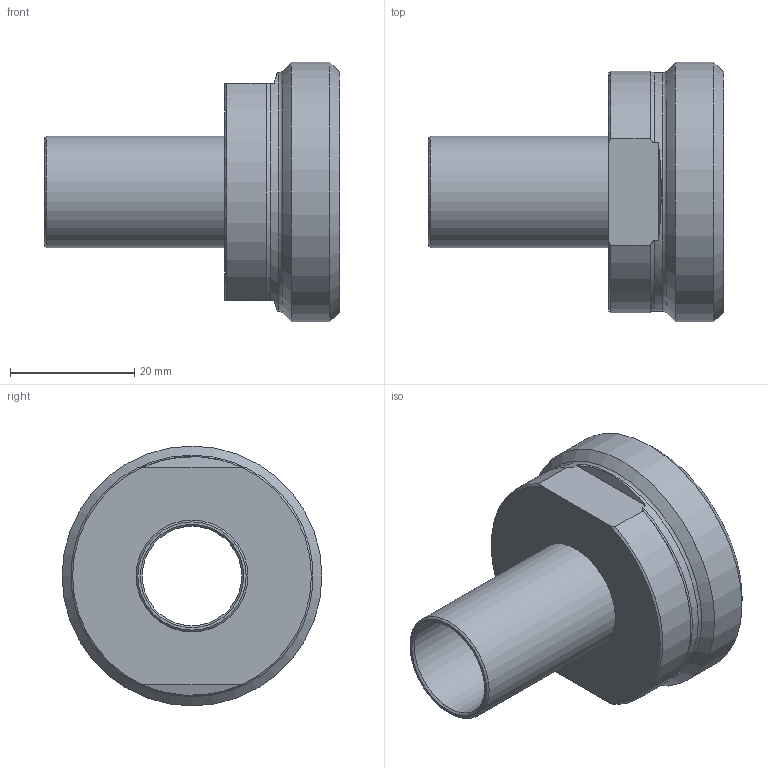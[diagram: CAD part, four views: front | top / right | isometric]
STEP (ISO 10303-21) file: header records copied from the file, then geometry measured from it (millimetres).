
FILE_DESCRIPTION(/* description */ (''),/* implementation_level */ '2;1');
FILE_NAME(/* name */ '3D_R666-PG-18-DN32_17113682.stp',/* time_stamp */ '2021-06-23T14:06:59+02:00',/* author */ ('cad'),/* organization */ (''),/* preprocessor_version */ 'ST-DEVELOPER v18.1',/* originating_system */ 'Autodesk Inventor 2022',/* authorisation */ '');
FILE_SCHEMA (('AUTOMOTIVE_DESIGN { 1 0 10303 214 3 1 1 }'));
Length unit declared in the file: millimetre
Products named in the file (1): 3D_R666-PG-18-DN32_17113682
Bounding box: 47.5 x 41.8 x 41.8 mm (x, y, z)
Volume: 19642.1 mm3; surface area: 8328.9 mm2
Topology: 1 solids, 1 shells, 25 faces, 64 edges, 42 vertices
Faces by surface type: cone 9, plane 7, cylinder 6, torus 3
Full cylindrical faces by diameter (mm): 16 x1, 18 x1, 38.4 x1, 41.8 x1
Entity records: 838 total; most frequent: CARTESIAN_POINT 184, DIRECTION 135, ORIENTED_EDGE 128, EDGE_CURVE 64, AXIS2_PLACEMENT_3D 57, VERTEX_POINT 42, CIRCLE 29, EDGE_LOOP 28
